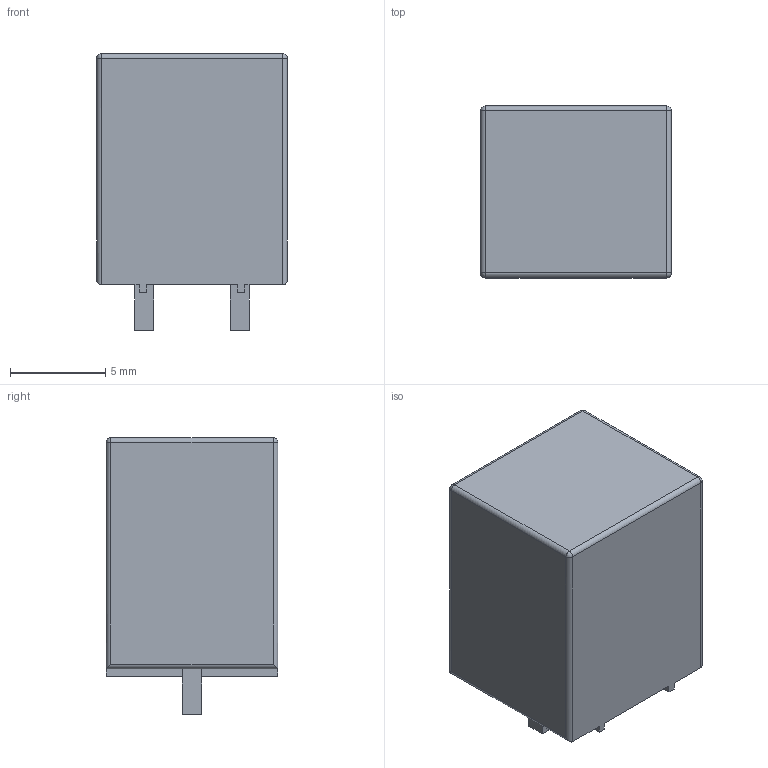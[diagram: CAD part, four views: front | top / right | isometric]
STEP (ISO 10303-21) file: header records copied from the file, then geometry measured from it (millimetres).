
FILE_DESCRIPTION (( 'STEP AP214' ), '1' );
FILE_NAME ( 'SIP900W100P500L1000H1250Q2.STEP', '2022-11-18T16:30:31', ( '' ), ( '' ), '', '©2017 PCB Libraries, Inc.', '' );
FILE_SCHEMA (( 'AUTOMOTIVE_DESIGN' ));
Length unit declared in the file: millimetre
Products named in the file (1): SIP900W100P500L1000H1250Q2
Bounding box: 10 x 9 x 14.5 mm (x, y, z)
Volume: 1096.7 mm3; surface area: 666.6 mm2
Topology: 3 solids, 3 shells, 40 faces, 90 edges, 52 vertices
Faces by surface type: plane 26, cylinder 10, sphere 4
Entity records: 1222 total; most frequent: CARTESIAN_POINT 191, DIRECTION 176, ORIENTED_EDGE 172, EDGE_CURVE 86, VECTOR 70, LINE 70, AXIS2_PLACEMENT_3D 53, VERTEX_POINT 52
